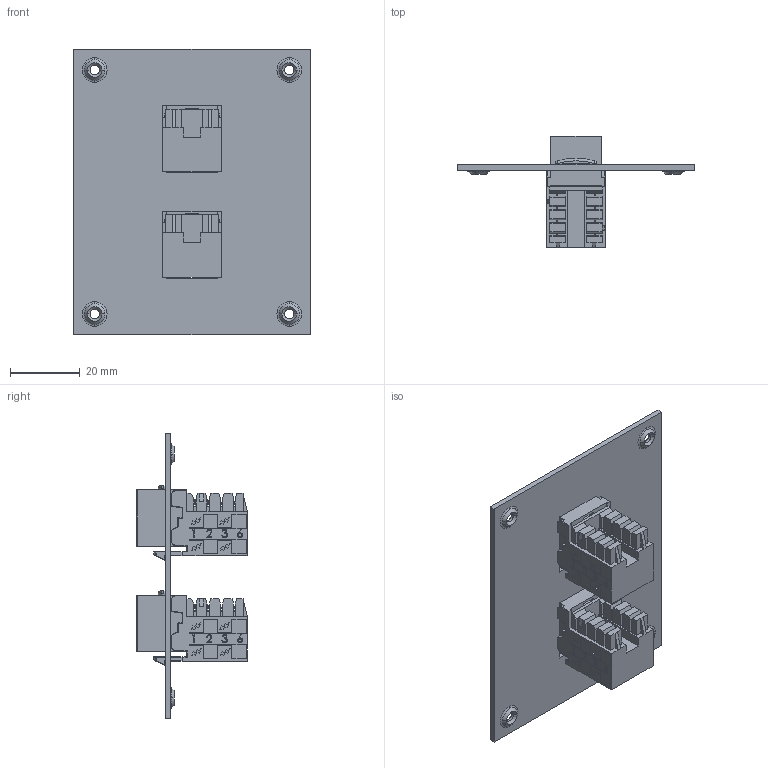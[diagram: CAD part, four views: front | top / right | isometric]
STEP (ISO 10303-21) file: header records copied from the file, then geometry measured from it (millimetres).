
FILE_DESCRIPTION (( 'STEP AP203' ), '1' );
FILE_NAME ('USP2MK-C5B.STEP', '2014-11-13T13:41:19', ( 'x' ), ( '' ), 'SwSTEP 2.0', 'SolidWorks 2014', '' );
FILE_SCHEMA (( 'CONFIG_CONTROL_DESIGN' ));
Length unit declared in the file: inch
Products named in the file (4): 1AR03-003; MJS110C6-MA12_MJS110C5; MJS110C5E_Cat 5e  No 110 cap; USP2MK-C5B
Assembly tree (4 placements, depth 3):
  USP2MK-C5B
    1AR03-003
    MJS110C5E_Cat 5e  No 110 cap  x2
      MJS110C6-MA12_MJS110C5
Bounding box: 68.07 x 31.85 x 82.04 mm (x, y, z)
Volume: 21300.5 mm3; surface area: 20040.3 mm2
Topology: 3 solids, 3 shells, 1474 faces, 4018 edges, 2586 vertices
Faces by surface type: plane 1010, bspline 198, cylinder 154, torus 48, sphere 40, cone 24
Entity records: 29373 total; most frequent: CARTESIAN_POINT 10098, ORIENTED_EDGE 4158, DIRECTION 3466, EDGE_CURVE 2079, LINE 1616, VECTOR 1616, VERTEX_POINT 1345, AXIS2_PLACEMENT_3D 925
